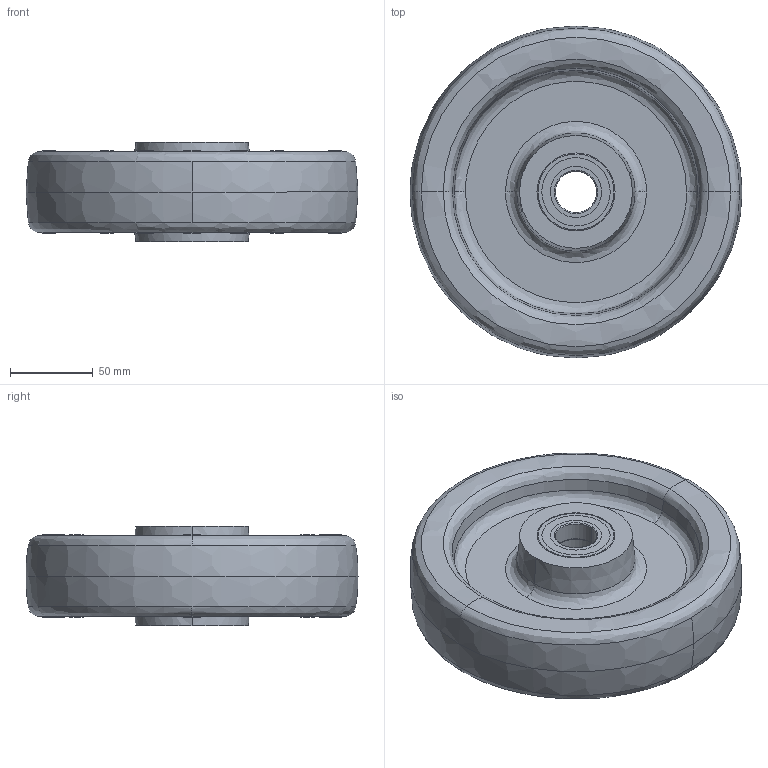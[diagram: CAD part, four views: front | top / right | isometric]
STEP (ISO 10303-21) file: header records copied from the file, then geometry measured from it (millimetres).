
FILE_DESCRIPTION (( 'STEP AP214' ), '1' );
FILE_NAME ('0035765.step', '2022-06-21T13:10:46', ( '' ), ( '' ), 'SwSTEP 2.0', 'SolidWorks 2020', '' );
FILE_SCHEMA (( 'AUTOMOTIVE_DESIGN' ));
Length unit declared in the file: millimetre
Products named in the file (1): 0035765
Bounding box: 200 x 200 x 60.1 mm (x, y, z)
Volume: 1010316.7 mm3; surface area: 151718 mm2
Topology: 16 solids, 16 shells, 206 faces, 416 edges, 250 vertices
Faces by surface type: cylinder 78, torus 40, plane 40, cone 28, bspline 20
Entity records: 9269 total; most frequent: CARTESIAN_POINT 2293, DIRECTION 1084, ORIENTED_EDGE 832, AXIS2_PLACEMENT_3D 489, EDGE_CURVE 416, CIRCLE 302, VERTEX_POINT 250, EDGE_LOOP 246
